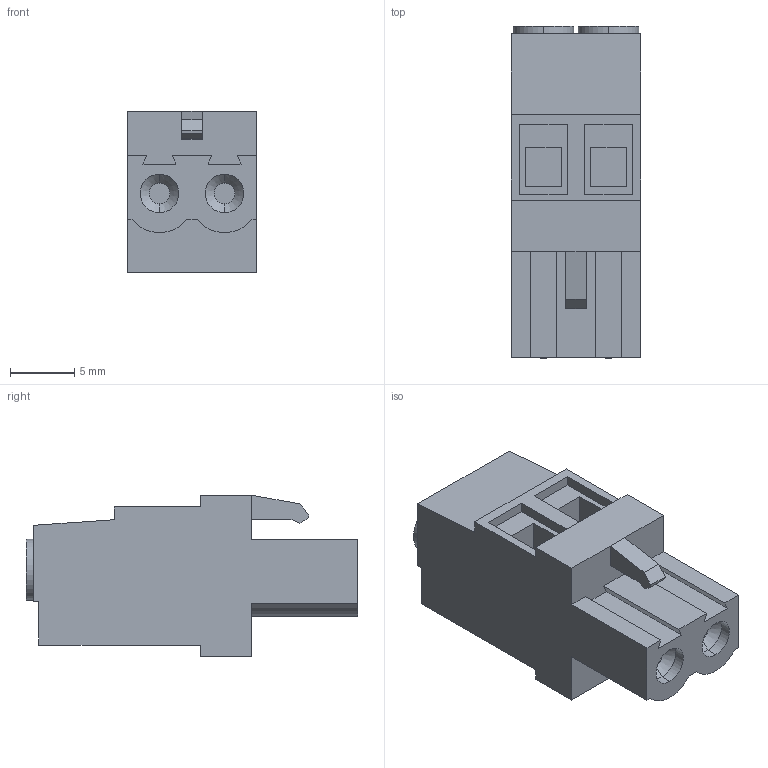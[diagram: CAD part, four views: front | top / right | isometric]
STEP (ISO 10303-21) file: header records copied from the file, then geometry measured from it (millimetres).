
FILE_DESCRIPTION (( 'STEP AP203' ), '1' );
FILE_NAME ('SOKETLI BASKILI DEVRE KLEMENSI - 5,08 MM DIK DISI - 2 LI.STEP', '2018-09-11T13:17:33', ( 'user' ), ( '' ), 'SwSTEP 2.0', 'SolidWorks 2016', '' );
FILE_SCHEMA (( 'CONFIG_CONTROL_DESIGN' ));
Length unit declared in the file: millimetre
Products named in the file (1): SOKETLI BASKILI DEVRE KLEMENSI - 5,08 MM DIK DISI - 2 LI
Bounding box: 10.1 x 25.9 x 12.6 mm (x, y, z)
Volume: 2045.3 mm3; surface area: 1680.2 mm2
Topology: 1 solids, 1 shells, 95 faces, 245 edges, 160 vertices
Faces by surface type: plane 71, cylinder 20, cone 4
Entity records: 2952 total; most frequent: CARTESIAN_POINT 501, ORIENTED_EDGE 490, DIRECTION 485, EDGE_CURVE 245, LINE 197, VECTOR 197, VERTEX_POINT 160, AXIS2_PLACEMENT_3D 144
